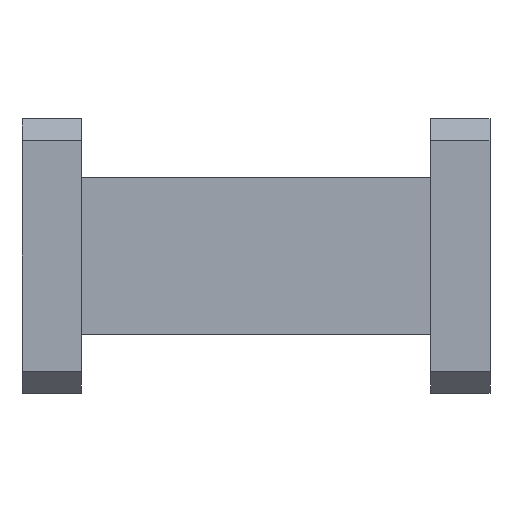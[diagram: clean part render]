
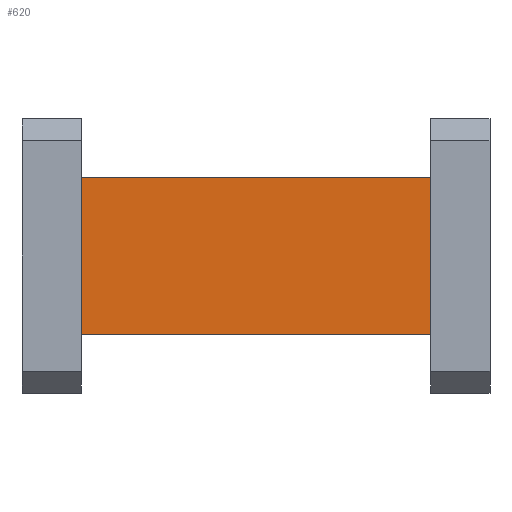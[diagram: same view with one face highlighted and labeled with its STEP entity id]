
A CAD part, front view. The second image highlights one B-rep face of the part: STEP entity #620.
In plain terms, the highlighted planar face has unit normal (0, -1, 0).
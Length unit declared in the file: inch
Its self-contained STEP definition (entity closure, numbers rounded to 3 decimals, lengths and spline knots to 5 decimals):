
#61 = AXIS2_PLACEMENT_3D ( 'NONE', #644, #1266, #111 ) ;
#111 = DIRECTION ( 'NONE',  ( 0., 0., 1. ) ) ;
#117 = LINE ( 'NONE', #1568, #157 ) ;
#157 = VECTOR ( 'NONE', #649, 39.37008 ) ;
#160 = EDGE_LOOP ( 'NONE', ( #849, #511, #1117, #1273 ) ) ;
#188 = CARTESIAN_POINT ( 'NONE',  ( 1.31, -0.125, 0.25 ) ) ;
#230 = PLANE ( 'NONE',  #61 ) ;
#258 = EDGE_CURVE ( 'NONE', #1197, #1245, #117, .T. ) ;
#296 = VERTEX_POINT ( 'NONE', #406 ) ;
#318 = EDGE_CURVE ( 'NONE', #781, #1245, #670, .T. ) ;
#367 = LINE ( 'NONE', #1529, #548 ) ;
#406 = CARTESIAN_POINT ( 'NONE',  ( 1.31, -0.125, 0.25 ) ) ;
#511 = ORIENTED_EDGE ( 'NONE', *, *, #318, .F. ) ;
#527 = CARTESIAN_POINT ( 'NONE',  ( 0.19, -0.125, 0.25 ) ) ;
#548 = VECTOR ( 'NONE', #1522, 39.37008 ) ;
#555 = DIRECTION ( 'NONE',  ( -1., 0., 0. ) ) ;
#620 = ADVANCED_FACE ( 'NONE', ( #771 ), #230, .F. ) ;
#644 = CARTESIAN_POINT ( 'NONE',  ( 1.31, -0.125, -0.25 ) ) ;
#649 = DIRECTION ( 'NONE',  ( 0., 0., -1. ) ) ;
#670 = LINE ( 'NONE', #1331, #1536 ) ;
#710 = CARTESIAN_POINT ( 'NONE',  ( 0.19, -0.125, -0.25 ) ) ;
#771 = FACE_OUTER_BOUND ( 'NONE', #160, .T. ) ;
#779 = CARTESIAN_POINT ( 'NONE',  ( 1.31, -0.125, -0.25 ) ) ;
#781 = VERTEX_POINT ( 'NONE', #779 ) ;
#849 = ORIENTED_EDGE ( 'NONE', *, *, #258, .T. ) ;
#924 = EDGE_CURVE ( 'NONE', #296, #1197, #1340, .T. ) ;
#974 = EDGE_CURVE ( 'NONE', #296, #781, #367, .T. ) ;
#1117 = ORIENTED_EDGE ( 'NONE', *, *, #974, .F. ) ;
#1127 = DIRECTION ( 'NONE',  ( -1., 0., 0. ) ) ;
#1197 = VERTEX_POINT ( 'NONE', #527 ) ;
#1245 = VERTEX_POINT ( 'NONE', #710 ) ;
#1266 = DIRECTION ( 'NONE',  ( 0., 1., 0. ) ) ;
#1273 = ORIENTED_EDGE ( 'NONE', *, *, #924, .T. ) ;
#1331 = CARTESIAN_POINT ( 'NONE',  ( 1.31, -0.125, -0.25 ) ) ;
#1340 = LINE ( 'NONE', #188, #1488 ) ;
#1488 = VECTOR ( 'NONE', #1127, 39.37008 ) ;
#1522 = DIRECTION ( 'NONE',  ( 0., 0., -1. ) ) ;
#1529 = CARTESIAN_POINT ( 'NONE',  ( 1.31, -0.125, -0.25 ) ) ;
#1536 = VECTOR ( 'NONE', #555, 39.37008 ) ;
#1568 = CARTESIAN_POINT ( 'NONE',  ( 0.19, -0.125, -0.25 ) ) ;
